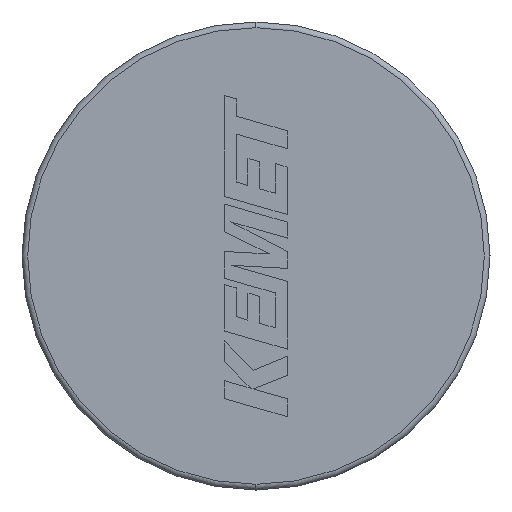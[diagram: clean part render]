
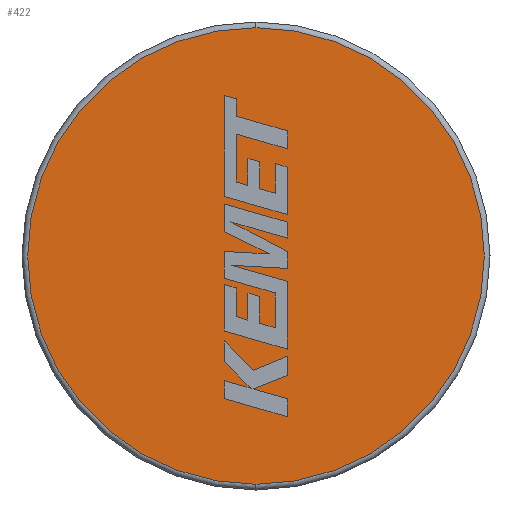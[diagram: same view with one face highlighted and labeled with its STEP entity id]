
A CAD part, left-side view. The second image highlights one B-rep face of the part: STEP entity #422.
In plain terms, the highlighted planar face has unit normal (-1, 0, 0).
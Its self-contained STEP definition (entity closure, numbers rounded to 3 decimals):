
#349 = DIRECTION ( 'NONE',  ( 0., 0., -1. ) ) ;
#422 = ADVANCED_FACE ( 'NONE', ( #1715 ), #2455, .F. ) ;
#767 = EDGE_LOOP ( 'NONE', ( #1947, #2105 ) ) ;
#846 = CARTESIAN_POINT ( 'NONE',  ( 0., 0., 8.05 ) ) ;
#942 = CIRCLE ( 'NONE', #2605, 8.05 ) ;
#1062 = CIRCLE ( 'NONE', #1929, 8.05 ) ;
#1098 = DIRECTION ( 'NONE',  ( -1., 0., 0. ) ) ;
#1324 = EDGE_CURVE ( 'NONE', #1484, #3360, #942, .T. ) ;
#1484 = VERTEX_POINT ( 'NONE', #3346 ) ;
#1546 = AXIS2_PLACEMENT_3D ( 'NONE', #2294, #1745, #349 ) ;
#1715 = FACE_OUTER_BOUND ( 'NONE', #767, .T. ) ;
#1745 = DIRECTION ( 'NONE',  ( 1., 0., 0. ) ) ;
#1822 = DIRECTION ( 'NONE',  ( 0., 0., -1. ) ) ;
#1846 = EDGE_CURVE ( 'NONE', #3360, #1484, #1062, .T. ) ;
#1928 = DIRECTION ( 'NONE',  ( 0., 0., -1. ) ) ;
#1929 = AXIS2_PLACEMENT_3D ( 'NONE', #2743, #3229, #1928 ) ;
#1947 = ORIENTED_EDGE ( 'NONE', *, *, #1324, .T. ) ;
#2105 = ORIENTED_EDGE ( 'NONE', *, *, #1846, .T. ) ;
#2154 = CARTESIAN_POINT ( 'NONE',  ( 0., 0., 0. ) ) ;
#2294 = CARTESIAN_POINT ( 'NONE',  ( 0., 0., 0. ) ) ;
#2455 = PLANE ( 'NONE',  #1546 ) ;
#2605 = AXIS2_PLACEMENT_3D ( 'NONE', #2154, #1098, #1822 ) ;
#2743 = CARTESIAN_POINT ( 'NONE',  ( 0., 0., 0. ) ) ;
#3229 = DIRECTION ( 'NONE',  ( -1., 0., 0. ) ) ;
#3346 = CARTESIAN_POINT ( 'NONE',  ( 0., 0., -8.05 ) ) ;
#3360 = VERTEX_POINT ( 'NONE', #846 ) ;
